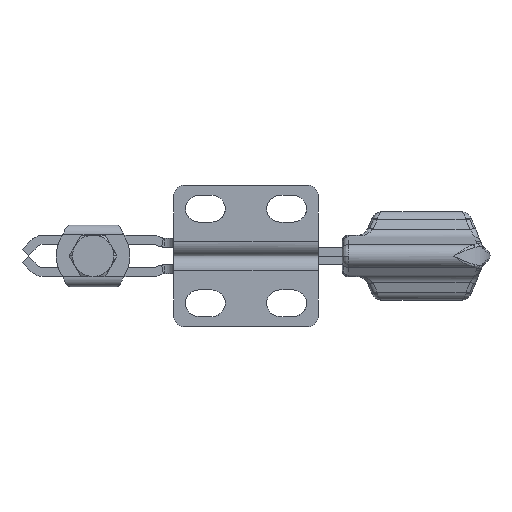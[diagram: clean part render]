
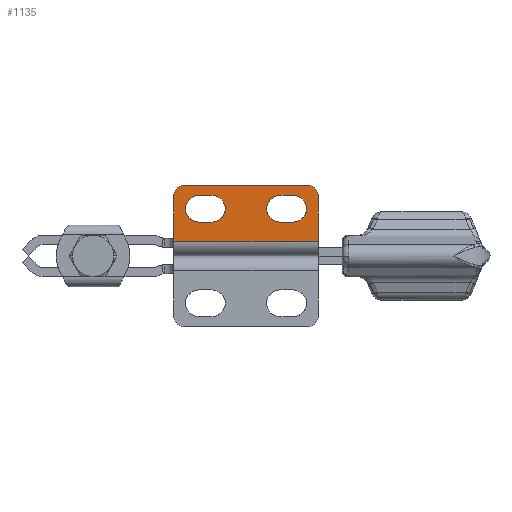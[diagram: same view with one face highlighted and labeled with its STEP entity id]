
A CAD part, front view. The second image highlights one B-rep face of the part: STEP entity #1135.
In plain terms, the highlighted planar face has unit normal (0, -1, 0).
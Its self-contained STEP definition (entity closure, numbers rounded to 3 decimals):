
#1020=AXIS2_PLACEMENT_3D('Circle Axis2P3D',#1018,#1019,$) ;
#1040=AXIS2_PLACEMENT_3D('Plane Axis2P3D',#1037,#1038,#1039) ;
#1056=AXIS2_PLACEMENT_3D('Circle Axis2P3D',#1054,#1055,$) ;
#1078=AXIS2_PLACEMENT_3D('Circle Axis2P3D',#1076,#1077,$) ;
#1092=AXIS2_PLACEMENT_3D('Circle Axis2P3D',#1090,#1091,$) ;
#1112=AXIS2_PLACEMENT_3D('Circle Axis2P3D',#1110,#1111,$) ;
#1126=AXIS2_PLACEMENT_3D('Circle Axis2P3D',#1124,#1125,$) ;
#448=CARTESIAN_POINT('Vertex',(-2.869,5.12,11.5)) ;
#451=CARTESIAN_POINT('Line Origine',(-2.869,5.12,7.75)) ;
#455=CARTESIAN_POINT('Vertex',(-2.869,5.12,4.)) ;
#634=CARTESIAN_POINT('Vertex',(-27.369,5.12,4.)) ;
#637=CARTESIAN_POINT('Line Origine',(-27.369,5.12,7.75)) ;
#641=CARTESIAN_POINT('Vertex',(-27.369,5.12,11.5)) ;
#1018=CARTESIAN_POINT('Axis2P3D Location',(-4.869,5.12,11.5)) ;
#1022=CARTESIAN_POINT('Vertex',(-4.869,5.12,13.5)) ;
#1037=CARTESIAN_POINT('Axis2P3D Location',(-15.7,5.12,2.639)) ;
#1042=CARTESIAN_POINT('Line Origine',(-15.119,5.12,4.)) ;
#1047=CARTESIAN_POINT('Line Origine',(-15.119,5.12,13.5)) ;
#1051=CARTESIAN_POINT('Vertex',(-25.369,5.12,13.5)) ;
#1054=CARTESIAN_POINT('Axis2P3D Location',(-25.369,5.12,11.5)) ;
#1067=CARTESIAN_POINT('Line Origine',(-21.994,5.12,7.25)) ;
#1071=CARTESIAN_POINT('Vertex',(-20.869,5.12,7.25)) ;
#1073=CARTESIAN_POINT('Vertex',(-23.119,5.12,7.25)) ;
#1076=CARTESIAN_POINT('Axis2P3D Location',(-23.119,5.12,9.5)) ;
#1080=CARTESIAN_POINT('Vertex',(-23.119,5.12,11.75)) ;
#1083=CARTESIAN_POINT('Line Origine',(-21.994,5.12,11.75)) ;
#1087=CARTESIAN_POINT('Vertex',(-20.869,5.12,11.75)) ;
#1090=CARTESIAN_POINT('Axis2P3D Location',(-20.869,5.12,9.5)) ;
#1101=CARTESIAN_POINT('Line Origine',(-8.244,5.12,7.25)) ;
#1105=CARTESIAN_POINT('Vertex',(-7.119,5.12,7.25)) ;
#1107=CARTESIAN_POINT('Vertex',(-9.369,5.12,7.25)) ;
#1110=CARTESIAN_POINT('Axis2P3D Location',(-9.369,5.12,9.5)) ;
#1114=CARTESIAN_POINT('Vertex',(-9.369,5.12,11.75)) ;
#1117=CARTESIAN_POINT('Line Origine',(-8.244,5.12,11.75)) ;
#1121=CARTESIAN_POINT('Vertex',(-7.119,5.12,11.75)) ;
#1124=CARTESIAN_POINT('Axis2P3D Location',(-7.119,5.12,9.5)) ;
#452=DIRECTION('Vector Direction',(0.,0.,-1.)) ;
#638=DIRECTION('Vector Direction',(0.,0.,1.)) ;
#1019=DIRECTION('Axis2P3D Direction',(0.,-1.,0.)) ;
#1038=DIRECTION('Axis2P3D Direction',(-0.,1.,0.)) ;
#1039=DIRECTION('Axis2P3D XDirection',(1.,0.,0.)) ;
#1043=DIRECTION('Vector Direction',(1.,0.,0.)) ;
#1048=DIRECTION('Vector Direction',(1.,0.,0.)) ;
#1055=DIRECTION('Axis2P3D Direction',(-0.,1.,0.)) ;
#1068=DIRECTION('Vector Direction',(-1.,0.,0.)) ;
#1077=DIRECTION('Axis2P3D Direction',(-0.,1.,0.)) ;
#1084=DIRECTION('Vector Direction',(1.,0.,0.)) ;
#1091=DIRECTION('Axis2P3D Direction',(-0.,1.,0.)) ;
#1102=DIRECTION('Vector Direction',(-1.,0.,0.)) ;
#1111=DIRECTION('Axis2P3D Direction',(-0.,1.,0.)) ;
#1118=DIRECTION('Vector Direction',(1.,0.,0.)) ;
#1125=DIRECTION('Axis2P3D Direction',(-0.,1.,0.)) ;
#453=VECTOR('Line Direction',#452,1.) ;
#639=VECTOR('Line Direction',#638,1.) ;
#1044=VECTOR('Line Direction',#1043,1.) ;
#1049=VECTOR('Line Direction',#1048,1.) ;
#1069=VECTOR('Line Direction',#1068,1.) ;
#1085=VECTOR('Line Direction',#1084,1.) ;
#1103=VECTOR('Line Direction',#1102,1.) ;
#1119=VECTOR('Line Direction',#1118,1.) ;
#1060=ORIENTED_EDGE('',*,*,#1046,.T.) ;
#1061=ORIENTED_EDGE('',*,*,#457,.F.) ;
#1062=ORIENTED_EDGE('',*,*,#1024,.F.) ;
#1063=ORIENTED_EDGE('',*,*,#1053,.F.) ;
#1064=ORIENTED_EDGE('',*,*,#1058,.F.) ;
#1065=ORIENTED_EDGE('',*,*,#643,.F.) ;
#1096=ORIENTED_EDGE('',*,*,#1075,.T.) ;
#1097=ORIENTED_EDGE('',*,*,#1082,.T.) ;
#1098=ORIENTED_EDGE('',*,*,#1089,.T.) ;
#1099=ORIENTED_EDGE('',*,*,#1094,.T.) ;
#1130=ORIENTED_EDGE('',*,*,#1109,.T.) ;
#1131=ORIENTED_EDGE('',*,*,#1116,.T.) ;
#1132=ORIENTED_EDGE('',*,*,#1123,.T.) ;
#1133=ORIENTED_EDGE('',*,*,#1128,.T.) ;
#1100=FACE_BOUND('',#1095,.T.) ;
#1134=FACE_BOUND('',#1129,.T.) ;
#1135=ADVANCED_FACE('MH1 B SIDEPLATE ASSEMBLY_1\\Volumenk\X2\00F6\X0\rper1',(#1066,#1100,#1134),#1041,.F.) ;
#1021=CIRCLE('generated circle',#1020,2.) ;
#1057=CIRCLE('generated circle',#1056,2.) ;
#1079=CIRCLE('generated circle',#1078,2.25) ;
#1093=CIRCLE('generated circle',#1092,2.25) ;
#1113=CIRCLE('generated circle',#1112,2.25) ;
#1127=CIRCLE('generated circle',#1126,2.25) ;
#457=EDGE_CURVE('',#449,#456,#454,.T.) ;
#643=EDGE_CURVE('',#635,#642,#640,.T.) ;
#1024=EDGE_CURVE('',#1023,#449,#1021,.F.) ;
#1046=EDGE_CURVE('',#635,#456,#1045,.T.) ;
#1053=EDGE_CURVE('',#1052,#1023,#1050,.T.) ;
#1058=EDGE_CURVE('',#642,#1052,#1057,.T.) ;
#1075=EDGE_CURVE('',#1072,#1074,#1070,.T.) ;
#1082=EDGE_CURVE('',#1074,#1081,#1079,.T.) ;
#1089=EDGE_CURVE('',#1081,#1088,#1086,.T.) ;
#1094=EDGE_CURVE('',#1088,#1072,#1093,.T.) ;
#1109=EDGE_CURVE('',#1106,#1108,#1104,.T.) ;
#1116=EDGE_CURVE('',#1108,#1115,#1113,.T.) ;
#1123=EDGE_CURVE('',#1115,#1122,#1120,.T.) ;
#1128=EDGE_CURVE('',#1122,#1106,#1127,.T.) ;
#1059=EDGE_LOOP('',(#1060,#1061,#1062,#1063,#1064,#1065)) ;
#1095=EDGE_LOOP('',(#1096,#1097,#1098,#1099)) ;
#1129=EDGE_LOOP('',(#1130,#1131,#1132,#1133)) ;
#1066=FACE_OUTER_BOUND('',#1059,.T.) ;
#454=LINE('Line',#451,#453) ;
#640=LINE('Line',#637,#639) ;
#1045=LINE('Line',#1042,#1044) ;
#1050=LINE('Line',#1047,#1049) ;
#1070=LINE('Line',#1067,#1069) ;
#1086=LINE('Line',#1083,#1085) ;
#1104=LINE('Line',#1101,#1103) ;
#1120=LINE('Line',#1117,#1119) ;
#1041=PLANE('Plane',#1040) ;
#449=VERTEX_POINT('',#448) ;
#456=VERTEX_POINT('',#455) ;
#635=VERTEX_POINT('',#634) ;
#642=VERTEX_POINT('',#641) ;
#1023=VERTEX_POINT('',#1022) ;
#1052=VERTEX_POINT('',#1051) ;
#1072=VERTEX_POINT('',#1071) ;
#1074=VERTEX_POINT('',#1073) ;
#1081=VERTEX_POINT('',#1080) ;
#1088=VERTEX_POINT('',#1087) ;
#1106=VERTEX_POINT('',#1105) ;
#1108=VERTEX_POINT('',#1107) ;
#1115=VERTEX_POINT('',#1114) ;
#1122=VERTEX_POINT('',#1121) ;
